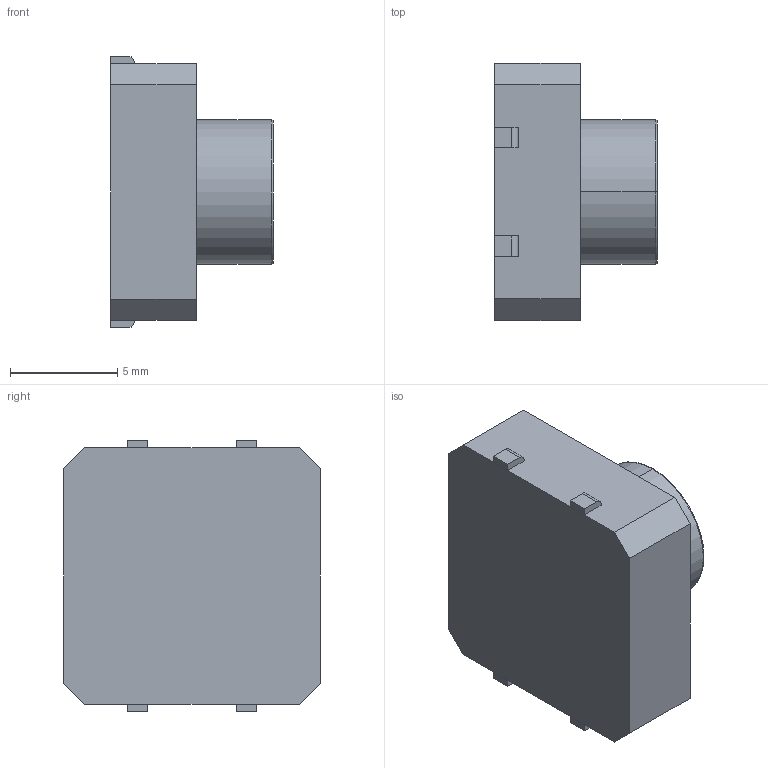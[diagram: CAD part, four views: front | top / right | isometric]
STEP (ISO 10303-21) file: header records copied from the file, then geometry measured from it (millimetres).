
FILE_DESCRIPTION (( 'STEP AP214' ), '1' );
FILE_NAME ('TACT SWITCH.STEP', '2021-08-17T04:58:58', ( '' ), ( '' ), 'SwSTEP 2.0', 'SolidWorks 2020', '' );
FILE_SCHEMA (( 'AUTOMOTIVE_DESIGN' ));
Length unit declared in the file: millimetre
Products named in the file (5): BASE_Predeterminado; PATA_Predeterminado; TACT SWITCH; BOTON_Predeterminado; TAPA_Predeterminado
Assembly tree (7 placements, depth 2):
  TACT SWITCH
    BASE_Predeterminado
    BOTON_Predeterminado
    TAPA_Predeterminado
    PATA_Predeterminado  x4
Bounding box: 7.6 x 12 x 12.7 mm (x, y, z)
Volume: 423 mm3; surface area: 1073.3 mm2
Topology: 7 solids, 7 shells, 93 faces, 212 edges, 140 vertices
Faces by surface type: plane 61, cylinder 28, torus 4
Entity records: 2299 total; most frequent: DIRECTION 389, CARTESIAN_POINT 359, ORIENTED_EDGE 334, EDGE_CURVE 167, AXIS2_PLACEMENT_3D 140, VERTEX_POINT 110, LINE 109, VECTOR 109
